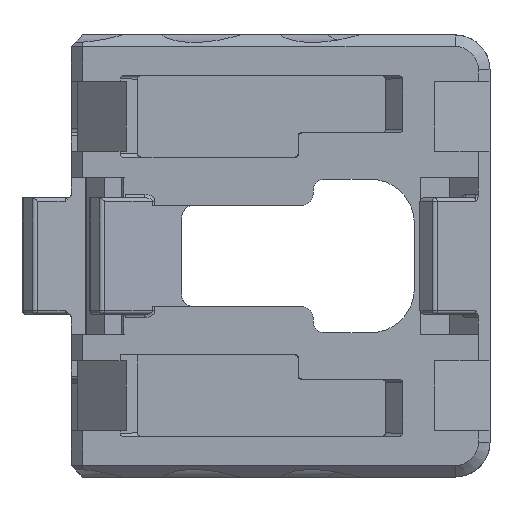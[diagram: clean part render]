
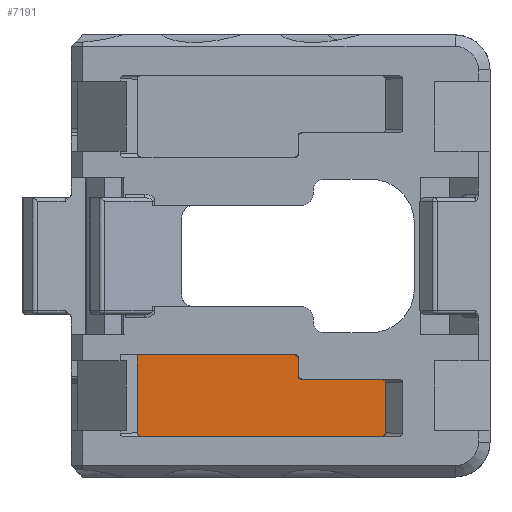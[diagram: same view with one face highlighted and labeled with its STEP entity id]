
A CAD part, front view. The second image highlights one B-rep face of the part: STEP entity #7191.
In plain terms, the highlighted planar face has unit normal (0, -1, 0).
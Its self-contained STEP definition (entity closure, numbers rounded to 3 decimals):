
#2183=CARTESIAN_POINT('',(5.674,1.5,-15.204));
#2184=VERTEX_POINT('',#2183);
#2191=CARTESIAN_POINT('',(5.674,1.5,-8.5));
#2192=VERTEX_POINT('',#2191);
#2193=CARTESIAN_POINT('',(5.674,1.5,-8.5));
#2194=DIRECTION('',(0.0,0.0,-1.0));
#2195=VECTOR('',#2194,6.704);
#2196=LINE('',#2193,#2195);
#2197=EDGE_CURVE('',#2192,#2184,#2196,.T.);
#6966=CARTESIAN_POINT('',(19.5,1.5,-8.8));
#6967=VERTEX_POINT('',#6966);
#6974=CARTESIAN_POINT('',(19.5,1.5,-10.3));
#6975=VERTEX_POINT('',#6974);
#6976=CARTESIAN_POINT('',(19.5,1.5,-10.3));
#6977=DIRECTION('',(0.0,0.0,1.0));
#6978=VECTOR('',#6977,1.5);
#6979=LINE('',#6976,#6978);
#6980=EDGE_CURVE('',#6975,#6967,#6979,.T.);
#6996=CARTESIAN_POINT('',(26.61,1.5,-10.6));
#6997=VERTEX_POINT('',#6996);
#6998=CARTESIAN_POINT('',(19.8,1.5,-10.6));
#6999=VERTEX_POINT('',#6998);
#7000=CARTESIAN_POINT('',(26.61,1.5,-10.6));
#7001=DIRECTION('',(-1.0,0.0,0.0));
#7002=VECTOR('',#7001,6.811);
#7003=LINE('',#7000,#7002);
#7004=EDGE_CURVE('',#6997,#6999,#7003,.T.);
#7027=CARTESIAN_POINT('',(27.026,1.5,-15.204));
#7028=VERTEX_POINT('',#7027);
#7029=CARTESIAN_POINT('',(27.026,1.5,-10.896));
#7030=VERTEX_POINT('',#7029);
#7031=CARTESIAN_POINT('',(27.026,1.5,-15.204));
#7032=DIRECTION('',(0.0,0.0,1.0));
#7033=VECTOR('',#7032,4.307);
#7034=LINE('',#7031,#7033);
#7035=EDGE_CURVE('',#7028,#7030,#7034,.T.);
#7058=CARTESIAN_POINT('',(6.09,1.5,-15.5));
#7059=VERTEX_POINT('',#7058);
#7060=CARTESIAN_POINT('',(26.61,1.5,-15.5));
#7061=VERTEX_POINT('',#7060);
#7062=CARTESIAN_POINT('',(6.09,1.5,-15.5));
#7063=DIRECTION('',(1.0,0.0,0.0));
#7064=VECTOR('',#7063,20.521);
#7065=LINE('',#7062,#7064);
#7066=EDGE_CURVE('',#7059,#7061,#7065,.T.);
#7089=CARTESIAN_POINT('',(19.2,1.5,-8.5));
#7090=VERTEX_POINT('',#7089);
#7091=CARTESIAN_POINT('',(19.2,1.5,-8.5));
#7092=DIRECTION('',(-1.0,0.0,0.0));
#7093=VECTOR('',#7092,13.526);
#7094=LINE('',#7091,#7093);
#7095=EDGE_CURVE('',#7090,#2192,#7094,.T.);
#7108=CARTESIAN_POINT('',(19.5,1.5,-15.5));
#7109=DIRECTION('',(0.0,1.0,0.0));
#7110=DIRECTION('',(-1.0,0.0,0.0));
#7111=AXIS2_PLACEMENT_3D('',#7108,#7109,#7110);
#7112=PLANE('',#7111);
#7113=ORIENTED_EDGE('',*,*,#2197,.T.);
#7114=CARTESIAN_POINT('',(5.674,1.5,-15.204));
#7115=CARTESIAN_POINT('',(5.674,1.5,-15.378));
#7116=CARTESIAN_POINT('',(5.846,1.5,-15.5));
#7117=CARTESIAN_POINT('',(6.09,1.5,-15.5));
#7125=(BOUNDED_CURVE()B_SPLINE_CURVE(3,(#7114,#7115,#7116,#7117),.UNSPECIFIED.,.F.,.U.)B_SPLINE_CURVE_WITH_KNOTS((4,4),(3.129,4.687),.UNSPECIFIED.)CURVE()GEOMETRIC_REPRESENTATION_ITEM()RATIONAL_B_SPLINE_CURVE((1.0,0.808,0.808,1.0))REPRESENTATION_ITEM(''));
#7126=EDGE_CURVE('',#2184,#7059,#7125,.T.);
#7127=ORIENTED_EDGE('',*,*,#7126,.T.);
#7128=ORIENTED_EDGE('',*,*,#7066,.T.);
#7129=CARTESIAN_POINT('',(26.61,1.5,-15.5));
#7130=CARTESIAN_POINT('',(26.854,1.5,-15.5));
#7131=CARTESIAN_POINT('',(27.026,1.5,-15.378));
#7132=CARTESIAN_POINT('',(27.026,1.5,-15.204));
#7140=(BOUNDED_CURVE()B_SPLINE_CURVE(3,(#7129,#7130,#7131,#7132),.UNSPECIFIED.,.F.,.U.)B_SPLINE_CURVE_WITH_KNOTS((4,4),(1.596,3.154),.UNSPECIFIED.)CURVE()GEOMETRIC_REPRESENTATION_ITEM()RATIONAL_B_SPLINE_CURVE((1.0,0.808,0.808,1.0))REPRESENTATION_ITEM(''));
#7141=EDGE_CURVE('',#7061,#7028,#7140,.T.);
#7142=ORIENTED_EDGE('',*,*,#7141,.T.);
#7143=ORIENTED_EDGE('',*,*,#7035,.T.);
#7144=CARTESIAN_POINT('',(27.026,1.5,-10.896));
#7145=CARTESIAN_POINT('',(27.026,1.5,-10.722));
#7146=CARTESIAN_POINT('',(26.854,1.5,-10.6));
#7147=CARTESIAN_POINT('',(26.61,1.5,-10.6));
#7155=(BOUNDED_CURVE()B_SPLINE_CURVE(3,(#7144,#7145,#7146,#7147),.UNSPECIFIED.,.F.,.U.)B_SPLINE_CURVE_WITH_KNOTS((4,4),(3.129,4.687),.UNSPECIFIED.)CURVE()GEOMETRIC_REPRESENTATION_ITEM()RATIONAL_B_SPLINE_CURVE((1.0,0.808,0.808,1.0))REPRESENTATION_ITEM(''));
#7156=EDGE_CURVE('',#7030,#6997,#7155,.T.);
#7157=ORIENTED_EDGE('',*,*,#7156,.T.);
#7158=ORIENTED_EDGE('',*,*,#7004,.T.);
#7159=CARTESIAN_POINT('',(19.8,1.5,-10.6));
#7160=CARTESIAN_POINT('',(19.624,1.5,-10.6));
#7161=CARTESIAN_POINT('',(19.5,1.5,-10.476));
#7162=CARTESIAN_POINT('',(19.5,1.5,-10.3));
#7170=(BOUNDED_CURVE()B_SPLINE_CURVE(3,(#7159,#7160,#7161,#7162),.UNSPECIFIED.,.F.,.U.)B_SPLINE_CURVE_WITH_KNOTS((4,4),(2.356,3.927),.UNSPECIFIED.)CURVE()GEOMETRIC_REPRESENTATION_ITEM()RATIONAL_B_SPLINE_CURVE((1.0,0.805,0.805,1.0))REPRESENTATION_ITEM(''));
#7171=EDGE_CURVE('',#6999,#6975,#7170,.T.);
#7172=ORIENTED_EDGE('',*,*,#7171,.T.);
#7173=ORIENTED_EDGE('',*,*,#6980,.T.);
#7174=CARTESIAN_POINT('',(19.5,1.5,-8.8));
#7175=CARTESIAN_POINT('',(19.5,1.5,-8.624));
#7176=CARTESIAN_POINT('',(19.376,1.5,-8.5));
#7177=CARTESIAN_POINT('',(19.2,1.5,-8.5));
#7185=(BOUNDED_CURVE()B_SPLINE_CURVE(3,(#7174,#7175,#7176,#7177),.UNSPECIFIED.,.F.,.U.)B_SPLINE_CURVE_WITH_KNOTS((4,4),(2.356,3.927),.UNSPECIFIED.)CURVE()GEOMETRIC_REPRESENTATION_ITEM()RATIONAL_B_SPLINE_CURVE((1.0,0.805,0.805,1.0))REPRESENTATION_ITEM(''));
#7186=EDGE_CURVE('',#6967,#7090,#7185,.T.);
#7187=ORIENTED_EDGE('',*,*,#7186,.T.);
#7188=ORIENTED_EDGE('',*,*,#7095,.T.);
#7189=EDGE_LOOP('',(#7113,#7127,#7128,#7142,#7143,#7157,#7158,#7172,#7173,#7187,#7188));
#7190=FACE_OUTER_BOUND('',#7189,.T.);
#7191=ADVANCED_FACE('',(#7190),#7112,.F.);
